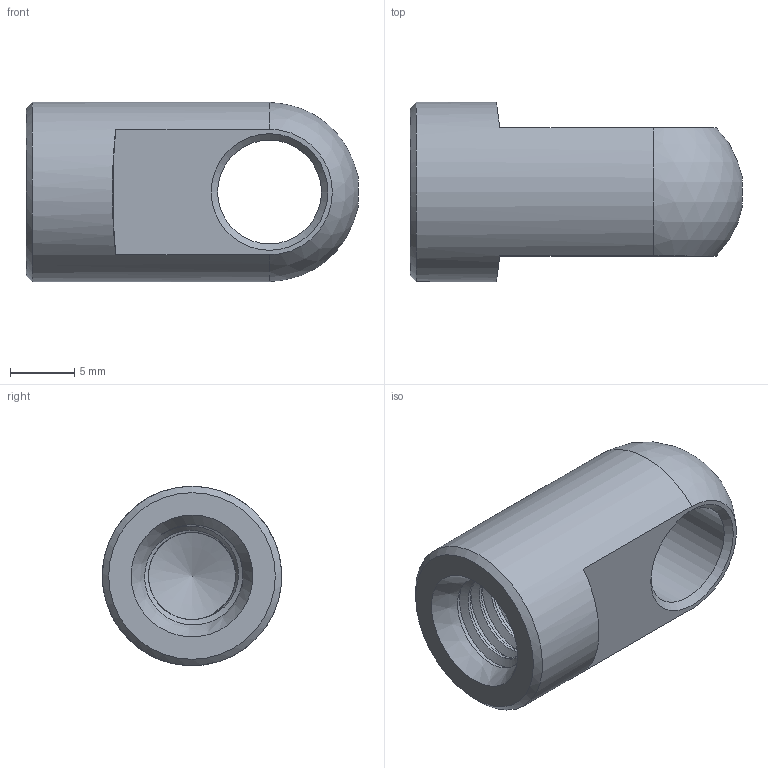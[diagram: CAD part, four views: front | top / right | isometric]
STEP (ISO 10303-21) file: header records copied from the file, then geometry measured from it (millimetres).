
FILE_DESCRIPTION(/* description */ (''),/* implementation_level */ '2;1');
FILE_NAME(/* name */ 'AU19_8.stp',/* time_stamp */ '2024-04-16T16:42:35+03:00',/* author */ (''),/* organization */ (''),/* preprocessor_version */ 'ST-DEVELOPER v16',/* originating_system */ 'SIEMENS PLM Software NX 11.0',/* authorisation */ '');
FILE_SCHEMA (('AUTOMOTIVE_DESIGN { 1 0 10303 214 3 1 1 1 }'));
Length unit declared in the file: millimetre
Products named in the file (1): AR16_stp
Bounding box: 25.9 x 14 x 14 mm (x, y, z)
Volume: 2079.3 mm3; surface area: 1851.8 mm2
Topology: 1 solids, 1 shells, 20 faces, 51 edges, 34 vertices
Faces by surface type: cylinder 6, cone 5, plane 5, bspline 3, sphere 1
Full cylindrical faces by diameter (mm): 8.1 x1, 14 x1
Entity records: 3333 total; most frequent: CARTESIAN_POINT 2895, DIRECTION 79, ORIENTED_EDGE 78, EDGE_CURVE 39, AXIS2_PLACEMENT_3D 36, EDGE_LOOP 30, VERTEX_POINT 30, FACE_BOUND 22
